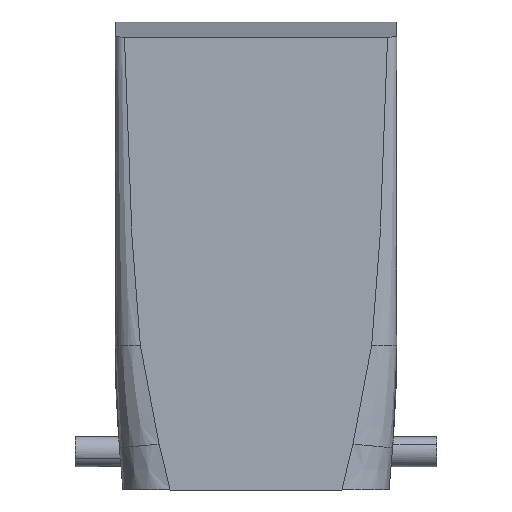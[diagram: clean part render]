
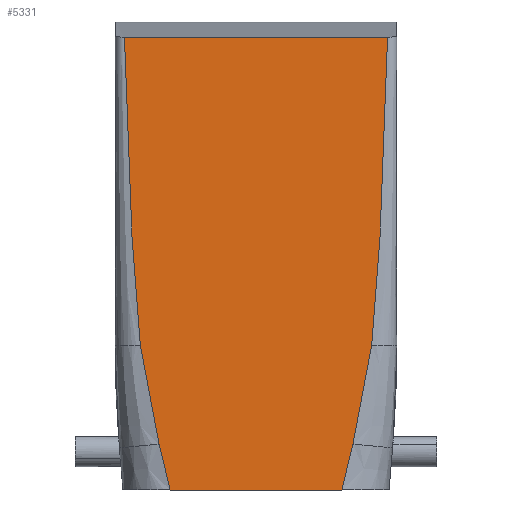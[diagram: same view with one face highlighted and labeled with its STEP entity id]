
A CAD part, front view. The second image highlights one B-rep face of the part: STEP entity #5331.
In plain terms, the highlighted planar face has unit normal (0, -1, 0.013).
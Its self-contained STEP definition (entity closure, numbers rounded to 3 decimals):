
#5319=AXIS2_PLACEMENT_3D('Plane Axis2P3D',#5316,#5317,#5318) ;
#1039=CARTESIAN_POINT('Vertex',(15.33,0.,0.)) ;
#1110=CARTESIAN_POINT('Vertex',(43.07,0.,0.)) ;
#1113=CARTESIAN_POINT('Line Origine',(29.2,0.,0.)) ;
#1278=CARTESIAN_POINT('Control Point',(13.555,0.097,7.394)) ;
#1279=CARTESIAN_POINT('Control Point',(13.601,0.094,7.207)) ;
#1280=CARTESIAN_POINT('Control Point',(13.646,0.092,7.02)) ;
#1281=CARTESIAN_POINT('Control Point',(13.691,0.089,6.834)) ;
#1282=CARTESIAN_POINT('Control Point',(14.053,0.07,5.337)) ;
#1283=CARTESIAN_POINT('Control Point',(14.414,0.05,3.841)) ;
#1284=CARTESIAN_POINT('Control Point',(14.712,0.034,2.6)) ;
#1285=CARTESIAN_POINT('Control Point',(15.02,0.017,1.307)) ;
#1286=CARTESIAN_POINT('Control Point',(15.33,0.,0.)) ;
#1287=CARTESIAN_POINT('Vertex',(13.555,0.097,7.394)) ;
#1407=CARTESIAN_POINT('Vertex',(44.845,0.097,7.394)) ;
#1411=CARTESIAN_POINT('Control Point',(44.845,0.097,7.394)) ;
#1412=CARTESIAN_POINT('Control Point',(44.799,0.094,7.207)) ;
#1413=CARTESIAN_POINT('Control Point',(44.754,0.092,7.02)) ;
#1414=CARTESIAN_POINT('Control Point',(44.709,0.089,6.834)) ;
#1415=CARTESIAN_POINT('Control Point',(44.347,0.07,5.337)) ;
#1416=CARTESIAN_POINT('Control Point',(43.986,0.05,3.841)) ;
#1417=CARTESIAN_POINT('Control Point',(43.688,0.034,2.6)) ;
#1418=CARTESIAN_POINT('Control Point',(43.38,0.017,1.307)) ;
#1419=CARTESIAN_POINT('Control Point',(43.07,0.,0.)) ;
#1733=CARTESIAN_POINT('Vertex',(47.882,0.306,23.392)) ;
#1737=CARTESIAN_POINT('Control Point',(47.882,0.306,23.392)) ;
#1738=CARTESIAN_POINT('Control Point',(47.613,0.276,21.12)) ;
#1739=CARTESIAN_POINT('Control Point',(47.278,0.247,18.858)) ;
#1740=CARTESIAN_POINT('Control Point',(46.883,0.217,16.606)) ;
#1741=CARTESIAN_POINT('Control Point',(46.248,0.176,13.409)) ;
#1742=CARTESIAN_POINT('Control Point',(45.529,0.134,10.236)) ;
#1743=CARTESIAN_POINT('Control Point',(45.307,0.122,9.287)) ;
#1744=CARTESIAN_POINT('Control Point',(45.079,0.109,8.339)) ;
#1745=CARTESIAN_POINT('Control Point',(44.845,0.097,7.394)) ;
#2163=CARTESIAN_POINT('Control Point',(50.45,0.958,73.163)) ;
#2164=CARTESIAN_POINT('Control Point',(50.435,0.95,72.586)) ;
#2165=CARTESIAN_POINT('Control Point',(50.42,0.943,72.009)) ;
#2166=CARTESIAN_POINT('Control Point',(50.404,0.935,71.432)) ;
#2167=CARTESIAN_POINT('Control Point',(50.268,0.87,66.449)) ;
#2168=CARTESIAN_POINT('Control Point',(50.114,0.805,61.466)) ;
#2169=CARTESIAN_POINT('Control Point',(49.952,0.747,57.06)) ;
#2170=CARTESIAN_POINT('Control Point',(49.696,0.662,50.606)) ;
#2171=CARTESIAN_POINT('Control Point',(49.399,0.578,44.154)) ;
#2172=CARTESIAN_POINT('Control Point',(49.3,0.551,42.105)) ;
#2173=CARTESIAN_POINT('Control Point',(49.142,0.511,39.042)) ;
#2174=CARTESIAN_POINT('Control Point',(48.963,0.471,35.98)) ;
#2175=CARTESIAN_POINT('Control Point',(48.898,0.457,34.918)) ;
#2176=CARTESIAN_POINT('Control Point',(48.765,0.43,32.879)) ;
#2177=CARTESIAN_POINT('Control Point',(48.612,0.404,30.841)) ;
#2178=CARTESIAN_POINT('Control Point',(48.529,0.39,29.818)) ;
#2179=CARTESIAN_POINT('Control Point',(48.363,0.365,27.918)) ;
#2180=CARTESIAN_POINT('Control Point',(48.173,0.341,26.019)) ;
#2181=CARTESIAN_POINT('Control Point',(48.081,0.329,25.143)) ;
#2182=CARTESIAN_POINT('Control Point',(47.984,0.318,24.267)) ;
#2183=CARTESIAN_POINT('Control Point',(47.882,0.306,23.392)) ;
#2184=CARTESIAN_POINT('Vertex',(50.45,0.958,73.163)) ;
#3743=CARTESIAN_POINT('Vertex',(7.95,0.958,73.163)) ;
#3753=CARTESIAN_POINT('Vertex',(10.518,0.306,23.392)) ;
#3757=CARTESIAN_POINT('Control Point',(7.95,0.958,73.163)) ;
#3758=CARTESIAN_POINT('Control Point',(7.965,0.95,72.586)) ;
#3759=CARTESIAN_POINT('Control Point',(7.98,0.943,72.009)) ;
#3760=CARTESIAN_POINT('Control Point',(7.996,0.935,71.432)) ;
#3761=CARTESIAN_POINT('Control Point',(8.132,0.87,66.449)) ;
#3762=CARTESIAN_POINT('Control Point',(8.286,0.805,61.466)) ;
#3763=CARTESIAN_POINT('Control Point',(8.448,0.747,57.06)) ;
#3764=CARTESIAN_POINT('Control Point',(8.704,0.662,50.606)) ;
#3765=CARTESIAN_POINT('Control Point',(9.001,0.578,44.154)) ;
#3766=CARTESIAN_POINT('Control Point',(9.1,0.551,42.105)) ;
#3767=CARTESIAN_POINT('Control Point',(9.258,0.511,39.042)) ;
#3768=CARTESIAN_POINT('Control Point',(9.437,0.471,35.98)) ;
#3769=CARTESIAN_POINT('Control Point',(9.502,0.457,34.918)) ;
#3770=CARTESIAN_POINT('Control Point',(9.635,0.43,32.879)) ;
#3771=CARTESIAN_POINT('Control Point',(9.788,0.404,30.841)) ;
#3772=CARTESIAN_POINT('Control Point',(9.871,0.39,29.818)) ;
#3773=CARTESIAN_POINT('Control Point',(10.037,0.365,27.918)) ;
#3774=CARTESIAN_POINT('Control Point',(10.227,0.341,26.019)) ;
#3775=CARTESIAN_POINT('Control Point',(10.319,0.329,25.143)) ;
#3776=CARTESIAN_POINT('Control Point',(10.416,0.318,24.267)) ;
#3777=CARTESIAN_POINT('Control Point',(10.518,0.306,23.392)) ;
#4973=CARTESIAN_POINT('Line Origine',(17.825,0.958,73.163)) ;
#5069=CARTESIAN_POINT('Control Point',(10.518,0.306,23.392)) ;
#5070=CARTESIAN_POINT('Control Point',(10.787,0.276,21.12)) ;
#5071=CARTESIAN_POINT('Control Point',(11.122,0.247,18.858)) ;
#5072=CARTESIAN_POINT('Control Point',(11.517,0.217,16.606)) ;
#5073=CARTESIAN_POINT('Control Point',(12.152,0.176,13.409)) ;
#5074=CARTESIAN_POINT('Control Point',(12.871,0.134,10.236)) ;
#5075=CARTESIAN_POINT('Control Point',(13.093,0.122,9.287)) ;
#5076=CARTESIAN_POINT('Control Point',(13.321,0.109,8.339)) ;
#5077=CARTESIAN_POINT('Control Point',(13.555,0.097,7.394)) ;
#5316=CARTESIAN_POINT('Axis2P3D Location',(29.2,1.957,149.476)) ;
#1114=DIRECTION('Vector Direction',(-1.,0.,0.)) ;
#4974=DIRECTION('Vector Direction',(-1.,0.,0.)) ;
#5317=DIRECTION('Axis2P3D Direction',(0.,-1.,0.013)) ;
#5318=DIRECTION('Axis2P3D XDirection',(-1.,0.,0.)) ;
#1115=VECTOR('Line Direction',#1114,1.) ;
#4975=VECTOR('Line Direction',#4974,1.) ;
#5322=ORIENTED_EDGE('',*,*,#1117,.T.) ;
#5323=ORIENTED_EDGE('',*,*,#1420,.T.) ;
#5324=ORIENTED_EDGE('',*,*,#1746,.T.) ;
#5325=ORIENTED_EDGE('',*,*,#2186,.T.) ;
#5326=ORIENTED_EDGE('',*,*,#4977,.F.) ;
#5327=ORIENTED_EDGE('',*,*,#3778,.F.) ;
#5328=ORIENTED_EDGE('',*,*,#5078,.F.) ;
#5329=ORIENTED_EDGE('',*,*,#1289,.F.) ;
#5331=ADVANCED_FACE('Hauptk\X2\00F6\X0\rper',(#5330),#5320,.T.) ;
#1277=B_SPLINE_CURVE_WITH_KNOTS('',5,(#1278,#1279,#1280,#1281,#1282,#1283,#1284,#1285,#1286),.UNSPECIFIED.,.F.,.U.,(6,3,6),(139.84,141.499,153.12),.UNSPECIFIED.) ;
#1410=B_SPLINE_CURVE_WITH_KNOTS('',5,(#1411,#1412,#1413,#1414,#1415,#1416,#1417,#1418,#1419),.UNSPECIFIED.,.F.,.U.,(6,3,6),(139.84,141.499,153.12),.UNSPECIFIED.) ;
#1736=B_SPLINE_CURVE_WITH_KNOTS('',5,(#1737,#1738,#1739,#1740,#1741,#1742,#1743,#1744,#1745),.UNSPECIFIED.,.F.,.U.,(6,3,6),(115.431,135.466,144.048),.UNSPECIFIED.) ;
#2162=B_SPLINE_CURVE_WITH_KNOTS('',5,(#2163,#2164,#2165,#2166,#2167,#2168,#2169,#2170,#2171,#2172,#2173,#2174,#2175,#2176,#2177,#2178,#2179,#2180,#2181,#2182,#2183),.UNSPECIFIED.,.F.,.U.,(6,3,3,3,3,3,6),(28.309,33.306,71.478,89.232,98.033,106.915,114.531),.UNSPECIFIED.) ;
#3756=B_SPLINE_CURVE_WITH_KNOTS('',5,(#3757,#3758,#3759,#3760,#3761,#3762,#3763,#3764,#3765,#3766,#3767,#3768,#3769,#3770,#3771,#3772,#3773,#3774,#3775,#3776,#3777),.UNSPECIFIED.,.F.,.U.,(6,3,3,3,3,3,6),(28.309,33.306,71.478,89.232,98.033,106.915,114.531),.UNSPECIFIED.) ;
#5068=B_SPLINE_CURVE_WITH_KNOTS('',5,(#5069,#5070,#5071,#5072,#5073,#5074,#5075,#5076,#5077),.UNSPECIFIED.,.F.,.U.,(6,3,6),(115.431,135.466,144.048),.UNSPECIFIED.) ;
#1117=EDGE_CURVE('',#1040,#1111,#1116,.F.) ;
#1289=EDGE_CURVE('',#1040,#1288,#1277,.F.) ;
#1420=EDGE_CURVE('',#1111,#1408,#1410,.F.) ;
#1746=EDGE_CURVE('',#1408,#1734,#1736,.F.) ;
#2186=EDGE_CURVE('',#1734,#2185,#2162,.F.) ;
#3778=EDGE_CURVE('',#3754,#3744,#3756,.F.) ;
#4977=EDGE_CURVE('',#3744,#2185,#4976,.F.) ;
#5078=EDGE_CURVE('',#1288,#3754,#5068,.F.) ;
#5321=EDGE_LOOP('',(#5322,#5323,#5324,#5325,#5326,#5327,#5328,#5329)) ;
#5330=FACE_OUTER_BOUND('',#5321,.T.) ;
#1116=LINE('Line',#1113,#1115) ;
#4976=LINE('Line',#4973,#4975) ;
#5320=PLANE('',#5319) ;
#1040=VERTEX_POINT('',#1039) ;
#1111=VERTEX_POINT('',#1110) ;
#1288=VERTEX_POINT('',#1287) ;
#1408=VERTEX_POINT('',#1407) ;
#1734=VERTEX_POINT('',#1733) ;
#2185=VERTEX_POINT('',#2184) ;
#3744=VERTEX_POINT('',#3743) ;
#3754=VERTEX_POINT('',#3753) ;
